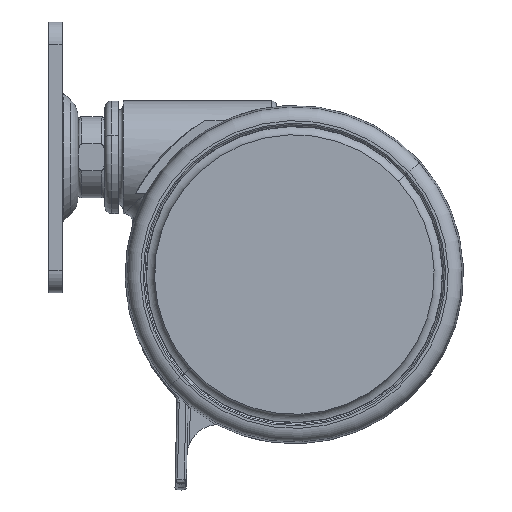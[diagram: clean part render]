
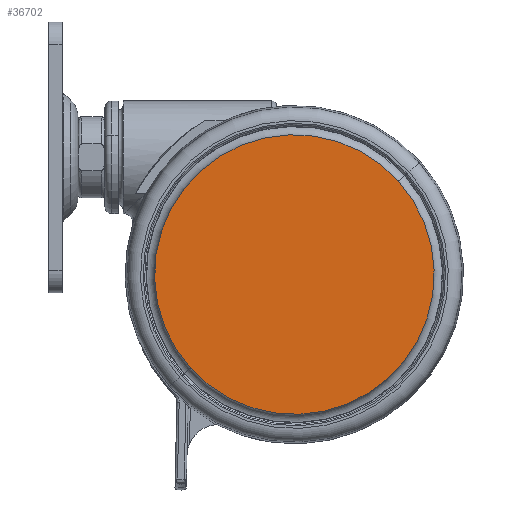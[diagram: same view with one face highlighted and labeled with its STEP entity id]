
A CAD part, left-side view. The second image highlights one B-rep face of the part: STEP entity #36702.
In plain terms, the highlighted face is planar.
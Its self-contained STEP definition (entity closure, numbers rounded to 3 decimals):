
#1919 = DIRECTION ( 'NONE',  ( 0., 0., -1. ) ) ;
#8019 = VERTEX_POINT ( 'NONE', #47846 ) ;
#12177 = CARTESIAN_POINT ( 'NONE',  ( -14.709, -27.288, -47.7 ) ) ;
#15728 = FACE_OUTER_BOUND ( 'NONE', #51407, .T. ) ;
#20726 = DIRECTION ( 'NONE',  ( 0., 0., -1. ) ) ;
#22462 = VERTEX_POINT ( 'NONE', #60561 ) ;
#23731 = PLANE ( 'NONE',  #63255 ) ;
#24555 = AXIS2_PLACEMENT_3D ( 'NONE', #55058, #20726, #60859 ) ;
#26974 = ORIENTED_EDGE ( 'NONE', *, *, #41033, .T. ) ;
#29480 = DIRECTION ( 'NONE',  ( -0.88, 0.474, 0. ) ) ;
#30019 = EDGE_CURVE ( 'NONE', #22462, #8019, #31591, .T. ) ;
#31591 = CIRCLE ( 'NONE', #40717, 31. ) ;
#36261 = CARTESIAN_POINT ( 'NONE',  ( 0., 0., -47.7 ) ) ;
#36702 = ADVANCED_FACE ( 'NONE', ( #15728 ), #23731, .F. ) ;
#40717 = AXIS2_PLACEMENT_3D ( 'NONE', #36261, #1919, #42079 ) ;
#41033 = EDGE_CURVE ( 'NONE', #8019, #22462, #68679, .T. ) ;
#42079 = DIRECTION ( 'NONE',  ( 0.88, -0.474, 0. ) ) ;
#47846 = CARTESIAN_POINT ( 'NONE',  ( -27.288, 14.709, -47.7 ) ) ;
#51407 = EDGE_LOOP ( 'NONE', ( #52782, #26974 ) ) ;
#52782 = ORIENTED_EDGE ( 'NONE', *, *, #30019, .T. ) ;
#55058 = CARTESIAN_POINT ( 'NONE',  ( 0., 0., -47.7 ) ) ;
#60561 = CARTESIAN_POINT ( 'NONE',  ( 27.288, -14.709, -47.7 ) ) ;
#60859 = DIRECTION ( 'NONE',  ( 0.88, -0.474, 0. ) ) ;
#63255 = AXIS2_PLACEMENT_3D ( 'NONE', #12177, #63873, #29480 ) ;
#63873 = DIRECTION ( 'NONE',  ( 0., 0., 1. ) ) ;
#68679 = CIRCLE ( 'NONE', #24555, 31. ) ;
